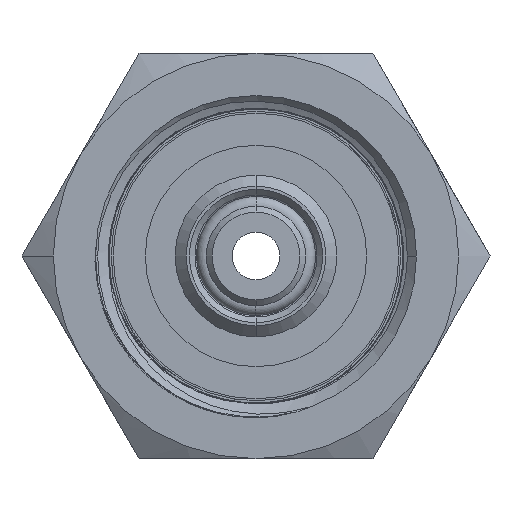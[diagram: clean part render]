
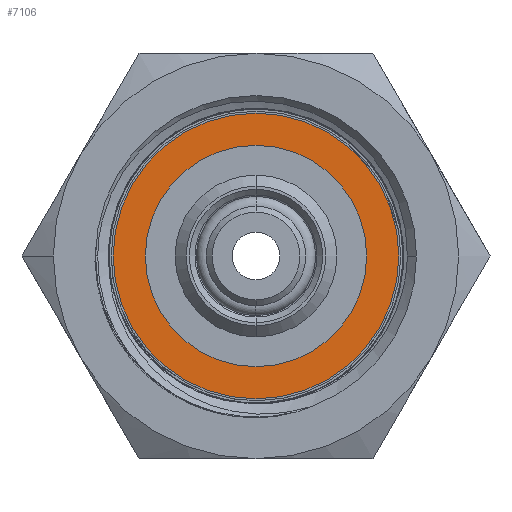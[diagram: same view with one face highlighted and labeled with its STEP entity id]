
A CAD part, left-side view. The second image highlights one B-rep face of the part: STEP entity #7106.
In plain terms, the highlighted planar face has unit normal (-1, 0, 0).
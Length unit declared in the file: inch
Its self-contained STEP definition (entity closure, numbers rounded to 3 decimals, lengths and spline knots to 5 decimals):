
#145 = CIRCLE ( 'NONE', #1586, 0.40945 ) ;
#444 = DIRECTION ( 'NONE',  ( -1., 0., 0. ) ) ;
#750 = EDGE_CURVE ( 'NONE', #5705, #2804, #18080, .T. ) ;
#930 = AXIS2_PLACEMENT_3D ( 'NONE', #14277, #8696, #10237 ) ;
#1373 = EDGE_CURVE ( 'NONE', #3611, #2617, #17006, .T. ) ;
#1586 = AXIS2_PLACEMENT_3D ( 'NONE', #4686, #13151, #11831 ) ;
#2029 = CARTESIAN_POINT ( 'NONE',  ( 0.835, 0., 0. ) ) ;
#2617 = VERTEX_POINT ( 'NONE', #15217 ) ;
#2804 = VERTEX_POINT ( 'NONE', #17685 ) ;
#3162 = DIRECTION ( 'NONE',  ( 0., 0., 1. ) ) ;
#3202 = DIRECTION ( 'NONE',  ( -1., 0., 0. ) ) ;
#3435 = FACE_OUTER_BOUND ( 'NONE', #17303, .T. ) ;
#3611 = VERTEX_POINT ( 'NONE', #9088 ) ;
#4388 = PLANE ( 'NONE',  #930 ) ;
#4498 = CARTESIAN_POINT ( 'NONE',  ( 0.835, 0., 0. ) ) ;
#4560 = ORIENTED_EDGE ( 'NONE', *, *, #750, .T. ) ;
#4686 = CARTESIAN_POINT ( 'NONE',  ( 0.835, 0., 0. ) ) ;
#5629 = AXIS2_PLACEMENT_3D ( 'NONE', #4498, #3202, #17266 ) ;
#5705 = VERTEX_POINT ( 'NONE', #7326 ) ;
#6575 = DIRECTION ( 'NONE',  ( 0., 0., 1. ) ) ;
#7106 = ADVANCED_FACE ( 'NONE', ( #8301, #3435 ), #4388, .F. ) ;
#7246 = AXIS2_PLACEMENT_3D ( 'NONE', #10484, #16598, #6575 ) ;
#7326 = CARTESIAN_POINT ( 'NONE',  ( 0.835, 0., 0.52875 ) ) ;
#8301 = FACE_BOUND ( 'NONE', #11107, .T. ) ;
#8696 = DIRECTION ( 'NONE',  ( 1., 0., 0. ) ) ;
#9088 = CARTESIAN_POINT ( 'NONE',  ( 0.835, 0., 0.40945 ) ) ;
#9160 = CIRCLE ( 'NONE', #7246, 0.52875 ) ;
#10237 = DIRECTION ( 'NONE',  ( 0., 0., -1. ) ) ;
#10261 = AXIS2_PLACEMENT_3D ( 'NONE', #2029, #444, #3162 ) ;
#10484 = CARTESIAN_POINT ( 'NONE',  ( 0.835, 0., 0. ) ) ;
#11107 = EDGE_LOOP ( 'NONE', ( #15901, #13202 ) ) ;
#11831 = DIRECTION ( 'NONE',  ( 0., 0., 1. ) ) ;
#13151 = DIRECTION ( 'NONE',  ( -1., 0., 0. ) ) ;
#13202 = ORIENTED_EDGE ( 'NONE', *, *, #18137, .F. ) ;
#14277 = CARTESIAN_POINT ( 'NONE',  ( 0.835, 0.40945, 0. ) ) ;
#15217 = CARTESIAN_POINT ( 'NONE',  ( 0.835, 0., -0.40945 ) ) ;
#15901 = ORIENTED_EDGE ( 'NONE', *, *, #1373, .F. ) ;
#16598 = DIRECTION ( 'NONE',  ( -1., 0., 0. ) ) ;
#17006 = CIRCLE ( 'NONE', #5629, 0.40945 ) ;
#17266 = DIRECTION ( 'NONE',  ( 0., 0., 1. ) ) ;
#17303 = EDGE_LOOP ( 'NONE', ( #4560, #18033 ) ) ;
#17455 = EDGE_CURVE ( 'NONE', #2804, #5705, #9160, .T. ) ;
#17685 = CARTESIAN_POINT ( 'NONE',  ( 0.835, 0., -0.52875 ) ) ;
#18033 = ORIENTED_EDGE ( 'NONE', *, *, #17455, .T. ) ;
#18080 = CIRCLE ( 'NONE', #10261, 0.52875 ) ;
#18137 = EDGE_CURVE ( 'NONE', #2617, #3611, #145, .T. ) ;
